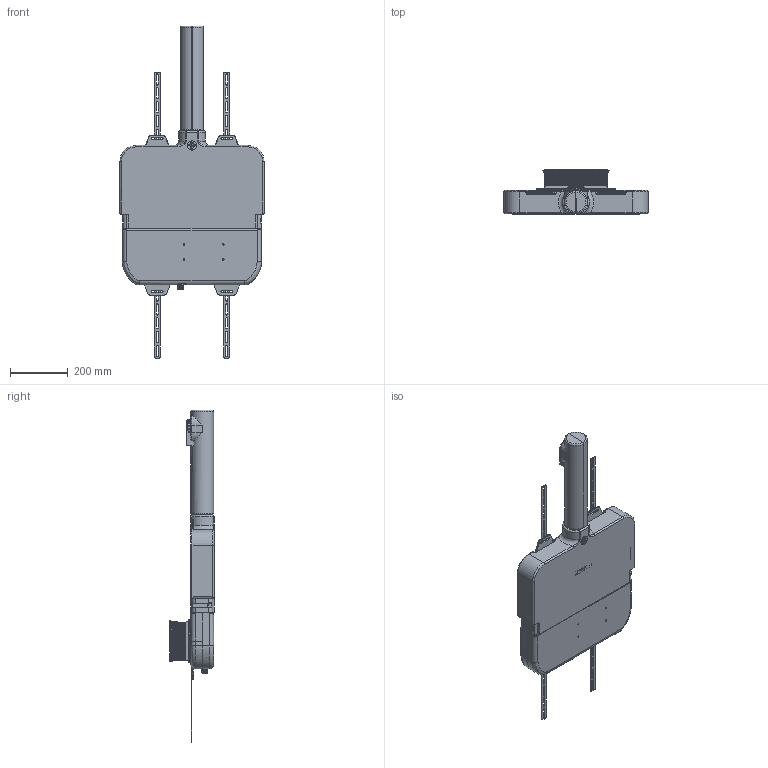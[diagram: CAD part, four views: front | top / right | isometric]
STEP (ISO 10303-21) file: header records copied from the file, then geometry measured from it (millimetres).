
FILE_DESCRIPTION((''),'2;1');
FILE_NAME('K301-D01-RAK1','2017-06-14T',('pub'),(''),'PRO/ENGINEER BY PARAMETRIC TECHNOLOGY CORPORATION, 2011180','PRO/ENGINEER BY PARAMETRIC TECHNOLOGY CORPORATION, 2011180','');
FILE_SCHEMA(('CONFIG_CONTROL_DESIGN'));
Products named in the file (1): K301-D01-RAK1
Bounding box: 497 x 151.8 x 1145 mm (x, y, z)
Volume: 1947059.9 mm3; surface area: 2894233.8 mm2
Topology: 14 solids, 27 shells, 4914 faces, 13142 edges, 8226 vertices
Faces by surface type: plane 2298, cylinder 1340, bspline 616, torus 453, cone 129, sphere 48, extrusion 30
Full cylindrical faces by diameter (mm): 1 x1
Entity records: 188564 total; most frequent: CARTESIAN_POINT 71079, ORIENTED_EDGE 25912, DIRECTION 22283, EDGE_CURVE 13102, VERTEX_POINT 8214, VECTOR 7707, LINE 7677, AXIS2_PLACEMENT_3D 7288
